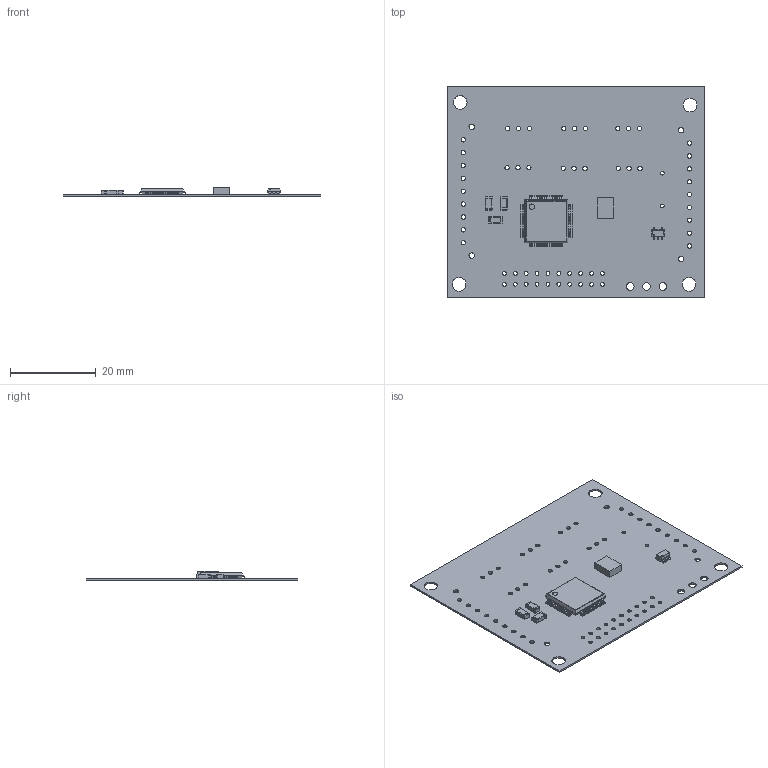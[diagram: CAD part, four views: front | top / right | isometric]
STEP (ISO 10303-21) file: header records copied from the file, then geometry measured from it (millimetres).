
FILE_DESCRIPTION(('Open CASCADE Model'),'2;1');
FILE_NAME('Open CASCADE Shape Model','2020-09-28T19:45:26',('Author'),( 'Open CASCADE'),'Open CASCADE STEP processor 6.8','Open CASCADE 6.8' ,'Unknown');
FILE_SCHEMA(('AUTOMOTIVE_DESIGN { 1 0 10303 214 1 1 1 1 }'));
Length unit declared in the file: millimetre
Products named in the file (27): PCB; BoardAux_Lights_Daughter_REV2; Open CASCADE STEP translator 6.8 1.1.1; C3Aux_Lights_Daughter_REV2; 4483638560; Fillet1; Fillet2; body2; C2Aux_Lights_Daughter_REV2; 4483634080; C1Aux_Lights_Daughter_REV2; U1Aux_Lights_Daughter_REV2; 6015062624; Extruded; IC2Aux_Lights_Daughter_REV2; 4483638800; Body; PinsArrayL; PinsArrayR; IC1Aux_Lights_Daughter_REV2; 6093521840; PinsArrayLR; PinsArrayTB
Assembly tree (27 placements, depth 4):
  PCB
    BoardAux_Lights_Daughter_REV2
      Open CASCADE STEP translator 6.8 1.1.1
    C3Aux_Lights_Daughter_REV2
      4483638560
        Fillet1
        Fillet2
        body2
    C2Aux_Lights_Daughter_REV2
      4483634080
        Fillet1
        Fillet2
        body2
    C1Aux_Lights_Daughter_REV2
      4483638560
        Fillet1
        Fillet2
        body2
    U1Aux_Lights_Daughter_REV2
      6015062624
        Extruded
    IC2Aux_Lights_Daughter_REV2
      4483638800
        Body
        PinsArrayL
        PinsArrayR
    IC1Aux_Lights_Daughter_REV2
      6093521840
        Body
        PinsArrayLR
        PinsArrayTB
Bounding box: 60.07 x 49.4 x 2.16 mm (x, y, z)
Volume: 1384.8 mm3; surface area: 6423 mm2
Topology: 82 solids, 82 shells, 1165 faces, 2917 edges, 1894 vertices
Faces by surface type: plane 787, cylinder 354, sphere 24
Full cylindrical faces by diameter (mm): 0.2 x1, 0.85 x2, 0.9 x20, 1 x18, 1.016 x16, 1.041 x2, 1.25 x1, 1.27 x4, 1.778 x3, 3.175 x4
Entity records: 34519 total; most frequent: CARTESIAN_POINT 5782, DIRECTION 5743, ORIENTED_EDGE 5594, EDGE_CURVE 2797, LINE 2145, VECTOR 2145, VERTEX_POINT 1838, AXIS2_PLACEMENT_3D 1799
